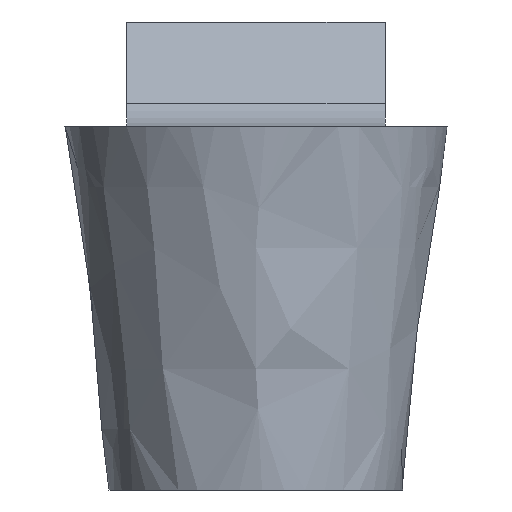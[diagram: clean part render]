
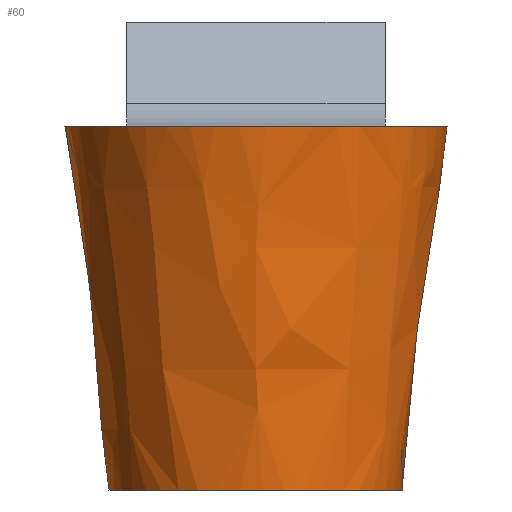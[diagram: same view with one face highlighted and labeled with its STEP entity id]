
A CAD part, front view. The second image highlights one B-rep face of the part: STEP entity #60.
In plain terms, the highlighted free-form (B-spline) face has degree [4, 3] with [11, 4] control points.
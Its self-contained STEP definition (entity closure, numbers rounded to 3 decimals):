
#36=(
BOUNDED_SURFACE()
B_SPLINE_SURFACE(4,3,((#743,#744,#745,#746),(#747,#748,#749,#750),(#751,
#752,#753,#754),(#755,#756,#757,#758),(#759,#760,#761,#762),(#763,#764,
#765,#766),(#767,#768,#769,#770),(#771,#772,#773,#774),(#775,#776,#777,
#778),(#779,#780,#781,#782),(#783,#784,#785,#786)),.UNSPECIFIED.,.F.,.F.,
 .F.)
B_SPLINE_SURFACE_WITH_KNOTS((5,3,3,5),(4,4),(0.,0.333,0.667,
1.),(0.,1.),.UNSPECIFIED.)
GEOMETRIC_REPRESENTATION_ITEM()
RATIONAL_B_SPLINE_SURFACE(((1.002,1.002,1.002,
1.002),(1.002,1.002,1.002,1.002),
(0.98,0.98,0.98,0.98),(1.002,
1.002,1.002,1.002),(1.002,1.002,
1.002,1.002),(0.98,0.98,0.98,
0.98),(1.002,1.002,1.002,1.002),
(1.002,1.002,1.002,1.002),(0.98,
0.98,0.98,0.98),(1.002,1.002,
1.002,1.002),(1.002,1.002,1.002,
1.002)))
REPRESENTATION_ITEM('')
SURFACE()
);
#39=(
BOUNDED_CURVE()
B_SPLINE_CURVE(3,(#737,#738,#739,#740),.UNSPECIFIED.,.F.,.F.)
B_SPLINE_CURVE_WITH_KNOTS((4,4),(0.,1.),.UNSPECIFIED.)
CURVE()
GEOMETRIC_REPRESENTATION_ITEM()
RATIONAL_B_SPLINE_CURVE((1.002,1.002,1.002,
1.002))
REPRESENTATION_ITEM('')
);
#60=ADVANCED_FACE('',(#93),#36,.F.);
#93=FACE_OUTER_BOUND('',#113,.T.);
#113=EDGE_LOOP('',(#215,#216,#217,#218));
#215=ORIENTED_EDGE('',*,*,#314,.F.);
#216=ORIENTED_EDGE('',*,*,#321,.T.);
#217=ORIENTED_EDGE('',*,*,#295,.F.);
#218=ORIENTED_EDGE('',*,*,#320,.F.);
#258=VERTEX_POINT('',#642);
#259=VERTEX_POINT('',#653);
#266=VERTEX_POINT('',#690);
#267=VERTEX_POINT('',#701);
#295=EDGE_CURVE('',#258,#259,#408,.T.);
#314=EDGE_CURVE('',#266,#267,#410,.T.);
#320=EDGE_CURVE('',#267,#258,#39,.T.);
#321=EDGE_CURVE('',#266,#259,#359,.T.);
#359=LINE('',#742,#396);
#396=VECTOR('',#545,1.);
#408=B_SPLINE_CURVE_WITH_KNOTS('',3,(#643,#644,#645,#646,#647,#648,#649,
#650,#651,#652),.UNSPECIFIED.,.F.,.F.,(4,2,2,2,4),(0.,0.25,0.5,0.75,1.),
 .UNSPECIFIED.);
#410=B_SPLINE_CURVE_WITH_KNOTS('',3,(#691,#692,#693,#694,#695,#696,#697,
#698,#699,#700),.UNSPECIFIED.,.F.,.F.,(4,2,2,2,4),(0.,0.25,0.5,0.75,1.),
 .UNSPECIFIED.);
#545=DIRECTION('',(0.118,-0.032,-0.993));
#642=CARTESIAN_POINT('',(1.761,2.447,-4.495));
#643=CARTESIAN_POINT('',(1.761,2.447,-4.495));
#644=CARTESIAN_POINT('',(1.901,1.925,-4.495));
#645=CARTESIAN_POINT('',(1.776,1.288,-4.495));
#646=CARTESIAN_POINT('',(1.101,0.421,-4.495));
#647=CARTESIAN_POINT('',(0.572,0.152,-4.495));
#648=CARTESIAN_POINT('',(-0.572,0.152,-4.495));
#649=CARTESIAN_POINT('',(-1.092,0.41,-4.495));
#650=CARTESIAN_POINT('',(-1.784,1.299,-4.495));
#651=CARTESIAN_POINT('',(-1.899,1.932,-4.495));
#652=CARTESIAN_POINT('',(-1.761,2.447,-4.495));
#653=CARTESIAN_POINT('',(-1.761,2.447,-4.495));
#690=CARTESIAN_POINT('',(-2.294,2.59,0.));
#691=CARTESIAN_POINT('',(-2.294,2.59,0.));
#692=CARTESIAN_POINT('',(-2.476,1.909,0.));
#693=CARTESIAN_POINT('',(-2.317,1.085,0.));
#694=CARTESIAN_POINT('',(-1.43,-0.054,0.));
#695=CARTESIAN_POINT('',(-0.746,-0.4,0.));
#696=CARTESIAN_POINT('',(0.746,-0.4,0.));
#697=CARTESIAN_POINT('',(1.422,-0.064,0.));
#698=CARTESIAN_POINT('',(2.325,1.095,0.));
#699=CARTESIAN_POINT('',(2.474,1.919,0.));
#700=CARTESIAN_POINT('',(2.294,2.59,0.));
#701=CARTESIAN_POINT('',(2.294,2.59,0.));
#737=CARTESIAN_POINT('',(2.294,2.59,0.));
#738=CARTESIAN_POINT('',(2.116,2.542,-1.498));
#739=CARTESIAN_POINT('',(1.939,2.494,-2.997));
#740=CARTESIAN_POINT('',(1.761,2.447,-4.495));
#742=CARTESIAN_POINT('',(-2.027,2.518,-2.248));
#743=CARTESIAN_POINT('',(-2.294,2.59,0.));
#744=CARTESIAN_POINT('',(-2.116,2.542,-1.498));
#745=CARTESIAN_POINT('',(-1.939,2.494,-2.997));
#746=CARTESIAN_POINT('',(-1.761,2.447,-4.495));
#747=CARTESIAN_POINT('',(-2.47,1.932,0.));
#748=CARTESIAN_POINT('',(-2.279,1.935,-1.498));
#749=CARTESIAN_POINT('',(-2.088,1.938,-2.997));
#750=CARTESIAN_POINT('',(-1.896,1.942,-4.495));
#751=CARTESIAN_POINT('',(-2.419,1.095,0.));
#752=CARTESIAN_POINT('',(-2.232,1.163,-1.498));
#753=CARTESIAN_POINT('',(-2.044,1.231,-2.997));
#754=CARTESIAN_POINT('',(-1.857,1.299,-4.495));
#755=CARTESIAN_POINT('',(-1.92,0.42,0.));
#756=CARTESIAN_POINT('',(-1.771,0.541,-1.498));
#757=CARTESIAN_POINT('',(-1.623,0.661,-2.997));
#758=CARTESIAN_POINT('',(-1.474,0.782,-4.495));
#759=CARTESIAN_POINT('',(-0.804,-0.361,0.));
#760=CARTESIAN_POINT('',(-0.742,-0.18,-1.498));
#761=CARTESIAN_POINT('',(-0.68,0.001,-2.997));
#762=CARTESIAN_POINT('',(-0.617,0.182,-4.495));
#763=CARTESIAN_POINT('',(0.,-0.599,0.));
#764=CARTESIAN_POINT('',(0.,-0.4,-1.498));
#765=CARTESIAN_POINT('',(0.,-0.2,-2.997));
#766=CARTESIAN_POINT('',(0.,-0.001,-4.495));
#767=CARTESIAN_POINT('',(0.804,-0.361,0.));
#768=CARTESIAN_POINT('',(0.742,-0.18,-1.498));
#769=CARTESIAN_POINT('',(0.68,0.001,-2.997));
#770=CARTESIAN_POINT('',(0.617,0.182,-4.495));
#771=CARTESIAN_POINT('',(1.92,0.42,0.));
#772=CARTESIAN_POINT('',(1.771,0.541,-1.498));
#773=CARTESIAN_POINT('',(1.623,0.661,-2.997));
#774=CARTESIAN_POINT('',(1.474,0.782,-4.495));
#775=CARTESIAN_POINT('',(2.419,1.095,0.));
#776=CARTESIAN_POINT('',(2.232,1.163,-1.498));
#777=CARTESIAN_POINT('',(2.044,1.231,-2.997));
#778=CARTESIAN_POINT('',(1.857,1.299,-4.495));
#779=CARTESIAN_POINT('',(2.47,1.932,0.));
#780=CARTESIAN_POINT('',(2.279,1.935,-1.498));
#781=CARTESIAN_POINT('',(2.088,1.938,-2.997));
#782=CARTESIAN_POINT('',(1.896,1.942,-4.495));
#783=CARTESIAN_POINT('',(2.294,2.59,0.));
#784=CARTESIAN_POINT('',(2.116,2.542,-1.498));
#785=CARTESIAN_POINT('',(1.939,2.494,-2.997));
#786=CARTESIAN_POINT('',(1.761,2.447,-4.495));
